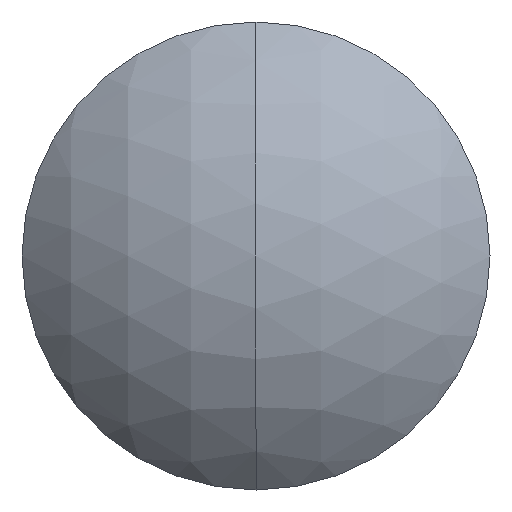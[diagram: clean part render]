
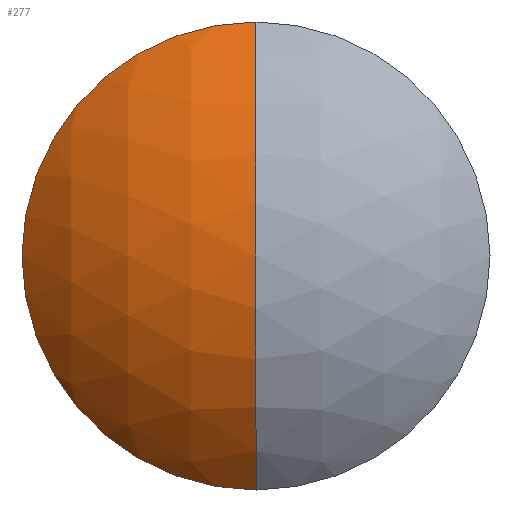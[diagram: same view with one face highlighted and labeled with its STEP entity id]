
A CAD part, left-side view. The second image highlights one B-rep face of the part: STEP entity #277.
In plain terms, the highlighted spherical face has radius 14 mm.
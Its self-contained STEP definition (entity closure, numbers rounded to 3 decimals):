
#1 = CARTESIAN_POINT ( 'NONE',  ( -9.52, 0., 0. ) ) ;
#2 = SPHERICAL_SURFACE ( 'NONE', #65, 14. ) ;
#65 = AXIS2_PLACEMENT_3D ( 'NONE', #385, #297, #391 ) ;
#77 = EDGE_CURVE ( 'NONE', #230, #193, #425, .T. ) ;
#79 = EDGE_CURVE ( 'NONE', #230, #319, #92, .T. ) ;
#83 = EDGE_CURVE ( 'NONE', #319, #193, #321, .T. ) ;
#92 = CIRCLE ( 'NONE', #341, 14. ) ;
#128 = ORIENTED_EDGE ( 'NONE', *, *, #77, .T. ) ;
#153 = AXIS2_PLACEMENT_3D ( 'NONE', #419, #407, #411 ) ;
#193 = VERTEX_POINT ( 'NONE', #203 ) ;
#194 = CARTESIAN_POINT ( 'NONE',  ( -9.52, 0., -10.265 ) ) ;
#197 = EDGE_LOOP ( 'NONE', ( #289, #128, #432 ) ) ;
#203 = CARTESIAN_POINT ( 'NONE',  ( -9.52, 0., 10.265 ) ) ;
#230 = VERTEX_POINT ( 'NONE', #253 ) ;
#252 = DIRECTION ( 'NONE',  ( 0., 0., -1. ) ) ;
#253 = CARTESIAN_POINT ( 'NONE',  ( -14., 0., 0. ) ) ;
#272 = AXIS2_PLACEMENT_3D ( 'NONE', #1, #408, #252 ) ;
#277 = ADVANCED_FACE ( 'NONE', ( #339 ), #2, .T. ) ;
#289 = ORIENTED_EDGE ( 'NONE', *, *, #79, .F. ) ;
#297 = DIRECTION ( 'NONE',  ( 0., 1., 0. ) ) ;
#319 = VERTEX_POINT ( 'NONE', #194 ) ;
#321 = CIRCLE ( 'NONE', #272, 10.265 ) ;
#339 = FACE_OUTER_BOUND ( 'NONE', #197, .T. ) ;
#341 = AXIS2_PLACEMENT_3D ( 'NONE', #441, #436, #438 ) ;
#385 = CARTESIAN_POINT ( 'NONE',  ( 0., 0., 0. ) ) ;
#391 = DIRECTION ( 'NONE',  ( 0., 0., -1. ) ) ;
#407 = DIRECTION ( 'NONE',  ( 0., 1., 0. ) ) ;
#408 = DIRECTION ( 'NONE',  ( 1., 0., 0. ) ) ;
#411 = DIRECTION ( 'NONE',  ( 0., 0., 1. ) ) ;
#419 = CARTESIAN_POINT ( 'NONE',  ( 0., 0., 0. ) ) ;
#425 = CIRCLE ( 'NONE', #153, 14. ) ;
#432 = ORIENTED_EDGE ( 'NONE', *, *, #83, .F. ) ;
#436 = DIRECTION ( 'NONE',  ( 0., -1., 0. ) ) ;
#438 = DIRECTION ( 'NONE',  ( 0., 0., -1. ) ) ;
#441 = CARTESIAN_POINT ( 'NONE',  ( 0., 0., 0. ) ) ;
